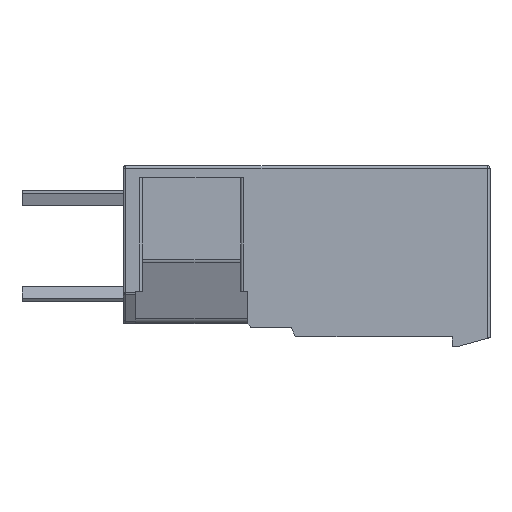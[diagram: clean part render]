
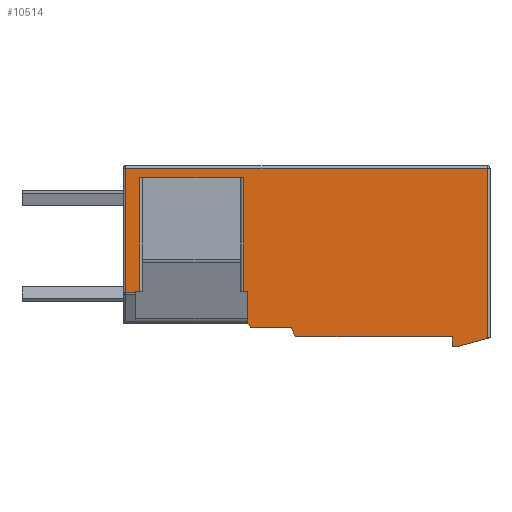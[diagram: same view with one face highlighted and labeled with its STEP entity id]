
A CAD part, front view. The second image highlights one B-rep face of the part: STEP entity #10514.
In plain terms, the highlighted planar face has unit normal (0, -1, 0).
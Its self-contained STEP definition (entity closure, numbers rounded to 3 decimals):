
#1=DIRECTION('',(0.,0.,-1.));
#2=VECTOR('',#1,13.446);
#3=CARTESIAN_POINT('',(17.65,0.,6.756));
#4=LINE('',#3,#2);
#5=DIRECTION('',(-0.963,0.,-0.27));
#6=VECTOR('',#5,2.388);
#7=CARTESIAN_POINT('',(17.65,0.,-6.69));
#8=LINE('',#7,#6);
#9=DIRECTION('',(-1.,0.,0.));
#10=VECTOR('',#9,0.5);
#11=CARTESIAN_POINT('',(15.35,0.,-7.334));
#12=LINE('',#11,#10);
#13=DIRECTION('',(0.,0.,1.));
#14=VECTOR('',#13,0.75);
#15=CARTESIAN_POINT('',(14.85,0.,-7.334));
#16=LINE('',#15,#14);
#17=DIRECTION('',(-1.,0.,0.));
#18=VECTOR('',#17,12.26);
#19=CARTESIAN_POINT('',(14.85,0.,-6.584));
#20=LINE('',#19,#18);
#21=CARTESIAN_POINT('',(2.59,0.,-6.384));
#22=DIRECTION('',(0.,1.,0.));
#23=DIRECTION('',(0.,0.,-1.));
#24=AXIS2_PLACEMENT_3D('',#21,#22,#23);
#26=DIRECTION('',(-0.376,0.,0.927));
#27=VECTOR('',#26,0.664);
#28=CARTESIAN_POINT('',(2.405,0.,-6.459));
#29=LINE('',#28,#27);
#30=DIRECTION('',(-1.,0.,0.));
#31=VECTOR('',#30,3.085);
#32=CARTESIAN_POINT('',(2.155,0.,-5.844));
#33=LINE('',#32,#31);
#34=CARTESIAN_POINT('',(-0.93,0.,-5.644));
#35=DIRECTION('',(0.,1.,0.));
#36=DIRECTION('',(0.,0.,-1.));
#37=AXIS2_PLACEMENT_3D('',#34,#35,#36);
#39=DIRECTION('',(-0.707,0.,0.707));
#40=VECTOR('',#39,0.313);
#41=CARTESIAN_POINT('',(-1.071,0.,-5.785));
#42=LINE('',#41,#40);
#43=DIRECTION('',(-1.,0.,0.));
#44=VECTOR('',#43,0.057);
#45=CARTESIAN_POINT('',(-1.293,0.,-5.564));
#46=LINE('',#45,#44);
#47=DIRECTION('',(0.,0.,-1.));
#48=VECTOR('',#47,2.58);
#49=CARTESIAN_POINT('',(-1.35,0.,-2.984));
#50=LINE('',#49,#48);
#51=DIRECTION('',(-1.,0.,0.));
#52=VECTOR('',#51,8.16);
#53=CARTESIAN_POINT('',(-1.67,0.,6.016));
#54=LINE('',#53,#52);
#55=DIRECTION('',(0.,0.,-1.));
#56=VECTOR('',#55,9.);
#57=CARTESIAN_POINT('',(-9.83,0.,6.016));
#58=LINE('',#57,#56);
#59=DIRECTION('',(0.,0.,-1.));
#60=VECTOR('',#59,0.123);
#61=CARTESIAN_POINT('',(-10.15,0.,-2.984));
#62=LINE('',#61,#60);
#63=DIRECTION('',(-1.,0.,0.));
#64=VECTOR('',#63,0.8);
#65=CARTESIAN_POINT('',(-10.15,0.,-3.106));
#66=LINE('',#65,#64);
#67=DIRECTION('',(0.,0.,1.));
#68=VECTOR('',#67,9.863);
#69=CARTESIAN_POINT('',(-10.95,0.,-3.106));
#70=LINE('',#69,#68);
#71=DIRECTION('',(1.,0.,0.));
#72=VECTOR('',#71,28.6);
#73=CARTESIAN_POINT('',(-10.95,0.,6.756));
#74=LINE('',#73,#72);
#84=CARTESIAN_POINT('',(17.65,0.,-6.69));
#7498=DIRECTION('',(-1.,0.,0.));
#7499=VECTOR('',#7498,0.32);
#7500=CARTESIAN_POINT('',(-1.35,0.,-2.984));
#7501=LINE('',#7500,#7499);
#7502=DIRECTION('',(-1.,0.,0.));
#7503=VECTOR('',#7502,0.32);
#7504=CARTESIAN_POINT('',(-9.83,0.,-2.984));
#7505=LINE('',#7504,#7503);
#7537=DIRECTION('',(0.,0.,-1.));
#7538=VECTOR('',#7537,9.);
#7539=CARTESIAN_POINT('',(-1.67,0.,6.016));
#7540=LINE('',#7539,#7538);
#7991=CARTESIAN_POINT('',(15.35,0.,-7.334));
#7992=CARTESIAN_POINT('',(14.85,0.,-7.334));
#7993=VERTEX_POINT('',#7991);
#7994=VERTEX_POINT('',#7992);
#7995=CARTESIAN_POINT('',(14.85,0.,-6.584));
#7996=VERTEX_POINT('',#7995);
#7997=CARTESIAN_POINT('',(2.59,0.,-6.584));
#7998=VERTEX_POINT('',#7997);
#7999=CARTESIAN_POINT('',(2.405,0.,-6.459));
#8000=VERTEX_POINT('',#7999);
#8001=CARTESIAN_POINT('',(2.155,0.,-5.844));
#8002=VERTEX_POINT('',#8001);
#8003=CARTESIAN_POINT('',(-0.93,0.,-5.844));
#8004=VERTEX_POINT('',#8003);
#8005=CARTESIAN_POINT('',(-1.071,0.,-5.785));
#8006=VERTEX_POINT('',#8005);
#8007=CARTESIAN_POINT('',(-1.293,0.,-5.564));
#8008=VERTEX_POINT('',#8007);
#9677=CARTESIAN_POINT('',(-1.35,0.,-5.564));
#9679=VERTEX_POINT('',#9677);
#9683=CARTESIAN_POINT('',(-1.67,0.,-2.984));
#9685=VERTEX_POINT('',#9683);
#9688=CARTESIAN_POINT('',(-9.83,0.,-2.984));
#9690=VERTEX_POINT('',#9688);
#9692=CARTESIAN_POINT('',(-1.35,0.,-2.984));
#9694=VERTEX_POINT('',#9692);
#9697=CARTESIAN_POINT('',(-10.15,0.,-2.984));
#9699=VERTEX_POINT('',#9697);
#9703=CARTESIAN_POINT('',(-1.67,0.,6.016));
#9705=VERTEX_POINT('',#9703);
#9708=CARTESIAN_POINT('',(-9.83,0.,6.016));
#9710=VERTEX_POINT('',#9708);
#9863=CARTESIAN_POINT('',(-10.15,0.,-3.106));
#9864=VERTEX_POINT('',#9863);
#9874=VERTEX_POINT('',#84);
#9875=CARTESIAN_POINT('',(17.65,0.,6.756));
#9876=VERTEX_POINT('',#9875);
#9883=CARTESIAN_POINT('',(-10.95,0.,6.756));
#9884=VERTEX_POINT('',#9883);
#9889=CARTESIAN_POINT('',(-10.95,0.,-3.106));
#9890=VERTEX_POINT('',#9889);
#10465=CARTESIAN_POINT('',(0.,0.,0.));
#10466=DIRECTION('',(0.,1.,0.));
#10467=DIRECTION('',(1.,0.,0.));
#10468=AXIS2_PLACEMENT_3D('',#10465,#10466,#10467);
#10469=PLANE('',#10468);
#10471=ORIENTED_EDGE('',*,*,#10470,.T.);
#10473=ORIENTED_EDGE('',*,*,#10472,.T.);
#10475=ORIENTED_EDGE('',*,*,#10474,.T.);
#10477=ORIENTED_EDGE('',*,*,#10476,.T.);
#10479=ORIENTED_EDGE('',*,*,#10478,.T.);
#10481=ORIENTED_EDGE('',*,*,#10480,.T.);
#10483=ORIENTED_EDGE('',*,*,#10482,.T.);
#10485=ORIENTED_EDGE('',*,*,#10484,.T.);
#10487=ORIENTED_EDGE('',*,*,#10486,.T.);
#10489=ORIENTED_EDGE('',*,*,#10488,.T.);
#10491=ORIENTED_EDGE('',*,*,#10490,.T.);
#10493=ORIENTED_EDGE('',*,*,#10492,.F.);
#10495=ORIENTED_EDGE('',*,*,#10494,.T.);
#10497=ORIENTED_EDGE('',*,*,#10496,.F.);
#10499=ORIENTED_EDGE('',*,*,#10498,.T.);
#10501=ORIENTED_EDGE('',*,*,#10500,.T.);
#10503=ORIENTED_EDGE('',*,*,#10502,.T.);
#10505=ORIENTED_EDGE('',*,*,#10504,.T.);
#10507=ORIENTED_EDGE('',*,*,#10506,.T.);
#10509=ORIENTED_EDGE('',*,*,#10508,.T.);
#10511=ORIENTED_EDGE('',*,*,#10510,.T.);
#10512=EDGE_LOOP('',(#10471,#10473,#10475,#10477,#10479,#10481,#10483,#10485,
#10487,#10489,#10491,#10493,#10495,#10497,#10499,#10501,#10503,#10505,#10507,
#10509,#10511));
#10513=FACE_OUTER_BOUND('',#10512,.F.);
#10514=ADVANCED_FACE('',(#10513),#10469,.F.);
#25=CIRCLE('',#24,0.2);
#38=CIRCLE('',#37,0.2);
#10470=EDGE_CURVE('',#9876,#9874,#4,.T.);
#10472=EDGE_CURVE('',#9874,#7993,#8,.T.);
#10474=EDGE_CURVE('',#7993,#7994,#12,.T.);
#10476=EDGE_CURVE('',#7994,#7996,#16,.T.);
#10478=EDGE_CURVE('',#7996,#7998,#20,.T.);
#10480=EDGE_CURVE('',#7998,#8000,#25,.T.);
#10482=EDGE_CURVE('',#8000,#8002,#29,.T.);
#10484=EDGE_CURVE('',#8002,#8004,#33,.T.);
#10486=EDGE_CURVE('',#8004,#8006,#38,.T.);
#10488=EDGE_CURVE('',#8006,#8008,#42,.T.);
#10490=EDGE_CURVE('',#8008,#9679,#46,.T.);
#10492=EDGE_CURVE('',#9694,#9679,#50,.T.);
#10494=EDGE_CURVE('',#9694,#9685,#7501,.T.);
#10496=EDGE_CURVE('',#9705,#9685,#7540,.T.);
#10498=EDGE_CURVE('',#9705,#9710,#54,.T.);
#10500=EDGE_CURVE('',#9710,#9690,#58,.T.);
#10502=EDGE_CURVE('',#9690,#9699,#7505,.T.);
#10504=EDGE_CURVE('',#9699,#9864,#62,.T.);
#10506=EDGE_CURVE('',#9864,#9890,#66,.T.);
#10508=EDGE_CURVE('',#9890,#9884,#70,.T.);
#10510=EDGE_CURVE('',#9884,#9876,#74,.T.);
